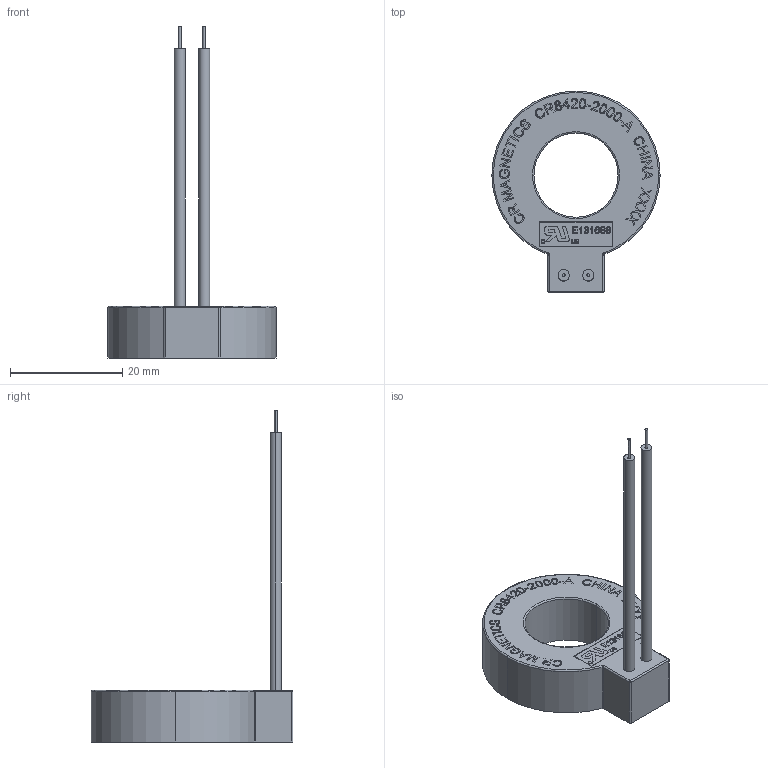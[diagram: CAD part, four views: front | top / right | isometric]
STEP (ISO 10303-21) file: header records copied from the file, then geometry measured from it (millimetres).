
FILE_DESCRIPTION (( 'STEP AP203' ), '1' );
FILE_NAME ('CR8420-2000-A.STEP', '2023-08-08T18:00:32', ( '' ), ( '' ), 'SwSTEP 2.0', 'SolidWorks 2022', '' );
FILE_SCHEMA (( 'CONFIG_CONTROL_DESIGN' ));
Length unit declared in the file: millimetre
Products named in the file (1): CR8420-2000-A
Bounding box: 30 x 36 x 59.2 mm (x, y, z)
Volume: 5619.8 mm3; surface area: 3199.6 mm2
Topology: 1 solids, 1 shells, 667 faces, 1773 edges, 1174 vertices
Faces by surface type: plane 359, bspline 261, cylinder 35, torus 10, sphere 2
Entity records: 35143 total; most frequent: CARTESIAN_POINT 20212, ORIENTED_EDGE 3538, DIRECTION 2142, EDGE_CURVE 1769, VERTEX_POINT 1174, VECTOR 1158, LINE 1158, EDGE_LOOP 739
